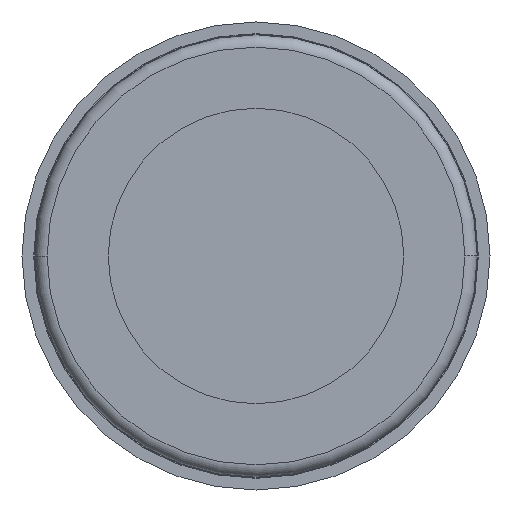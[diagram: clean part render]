
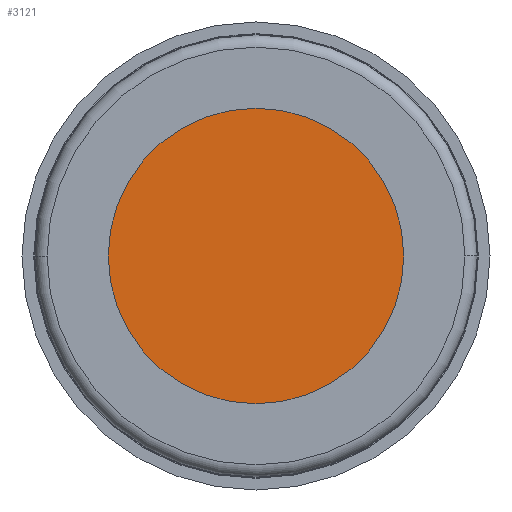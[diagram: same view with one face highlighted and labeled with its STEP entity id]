
A CAD part, front view. The second image highlights one B-rep face of the part: STEP entity #3121.
In plain terms, the highlighted planar face has unit normal (0, -1, 0).
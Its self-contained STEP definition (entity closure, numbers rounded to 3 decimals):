
#115 = CARTESIAN_POINT ( 'NONE',  ( 0., -58., 0. ) ) ;
#422 = PLANE ( 'NONE',  #2276 ) ;
#452 = EDGE_LOOP ( 'NONE', ( #1209, #1324 ) ) ;
#514 = CARTESIAN_POINT ( 'NONE',  ( 6., -58., 0. ) ) ;
#659 = DIRECTION ( 'NONE',  ( -1., 0., 0. ) ) ;
#711 = CIRCLE ( 'NONE', #1484, 6. ) ;
#748 = CIRCLE ( 'NONE', #2365, 6. ) ;
#1014 = VERTEX_POINT ( 'NONE', #514 ) ;
#1209 = ORIENTED_EDGE ( 'NONE', *, *, #1457, .F. ) ;
#1242 = FACE_OUTER_BOUND ( 'NONE', #452, .T. ) ;
#1324 = ORIENTED_EDGE ( 'NONE', *, *, #2241, .F. ) ;
#1335 = DIRECTION ( 'NONE',  ( 0., 1., 0. ) ) ;
#1457 = EDGE_CURVE ( 'Defeature ausgef�hrt4_0+Defeature ausgef�hrt4_8+Defeature ausgef�hrt4_8+Defeature ausgef�hrt4_8', #2125, #1014, #748, .T. ) ;
#1484 = AXIS2_PLACEMENT_3D ( 'NONE', #2784, #2300, #1861 ) ;
#1807 = CARTESIAN_POINT ( 'NONE',  ( -6., -58., 0. ) ) ;
#1861 = DIRECTION ( 'NONE',  ( -1., 0., 0. ) ) ;
#1952 = CARTESIAN_POINT ( 'NONE',  ( 2., -58., 0. ) ) ;
#2124 = DIRECTION ( 'NONE',  ( 0., 1., 0. ) ) ;
#2125 = VERTEX_POINT ( 'NONE', #1807 ) ;
#2241 = EDGE_CURVE ( 'Defeature ausgef�hrt4_0+Defeature ausgef�hrt4_8+Defeature ausgef�hrt4_8+Defeature ausgef�hrt4_8', #1014, #2125, #711, .T. ) ;
#2276 = AXIS2_PLACEMENT_3D ( 'NONE', #1952, #2124, #659 ) ;
#2288 = DIRECTION ( 'NONE',  ( -1., 0., 0. ) ) ;
#2300 = DIRECTION ( 'NONE',  ( 0., 1., 0. ) ) ;
#2365 = AXIS2_PLACEMENT_3D ( 'NONE', #115, #1335, #2288 ) ;
#2784 = CARTESIAN_POINT ( 'NONE',  ( 0., -58., 0. ) ) ;
#3121 = ADVANCED_FACE ( 'Defeature ausgef�hrt4_8', ( #1242 ), #422, .F. ) ;
